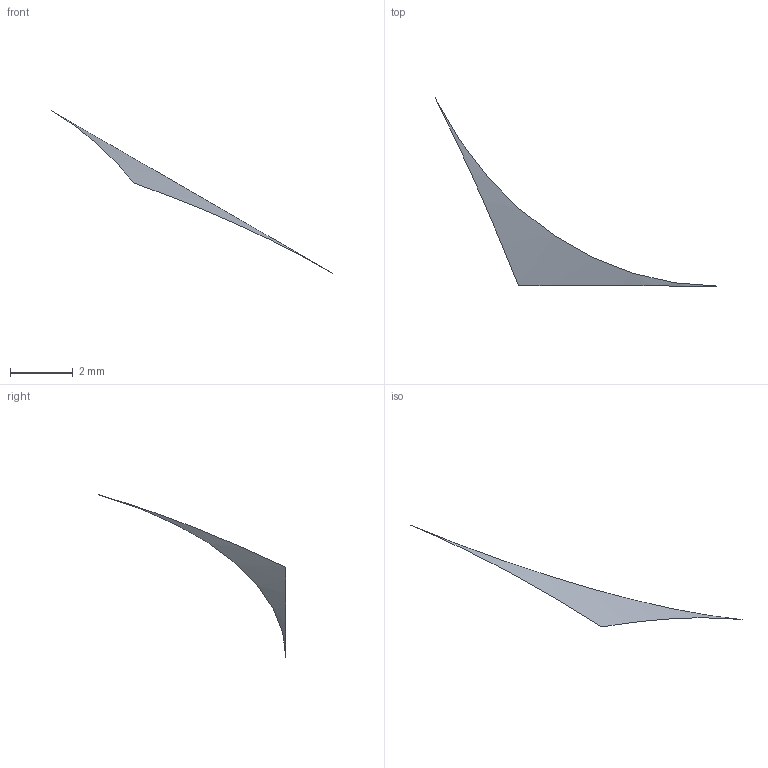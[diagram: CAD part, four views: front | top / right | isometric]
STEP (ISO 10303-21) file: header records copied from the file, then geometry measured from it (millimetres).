
FILE_DESCRIPTION(('CoCreate Modeling STEP Export'),'2;1');
FILE_NAME('nut_face1.stp','2010-04-08T14:37:36',(''),(''),'CoCreate Modeling STEP processor for AP214 (Solid Model)','CoCreate Modeling 17.0P0713 13-Jul-2009 (C) Parametric Technology GmbH','');
FILE_SCHEMA(('AUTOMOTIVE_DESIGN { 1 0 10303 214 1 1 1 1 }'));
Length unit declared in the file: millimetre
Products named in the file (2): p2
Assembly tree (1 placements, depth 2):
  p2
    p2
Bounding box: 9 x 6 x 5.2 mm (x, y, z)
Surface area: 8.2 mm2 (no closed solid volume)
Topology: 0 solids, 1 shells, 1 faces, 3 edges, 3 vertices
Faces by surface type: cone 1
Entity records: 96 total; most frequent: CARTESIAN_POINT 23, DIRECTION 8, DIMENSIONAL_EXPONENTS 6, AXIS2_PLACEMENT_3D 4, VERTEX_POINT 3, EDGE_CURVE 3, ORIENTED_EDGE 3, PRODUCT_DEFINITION_SHAPE 3
